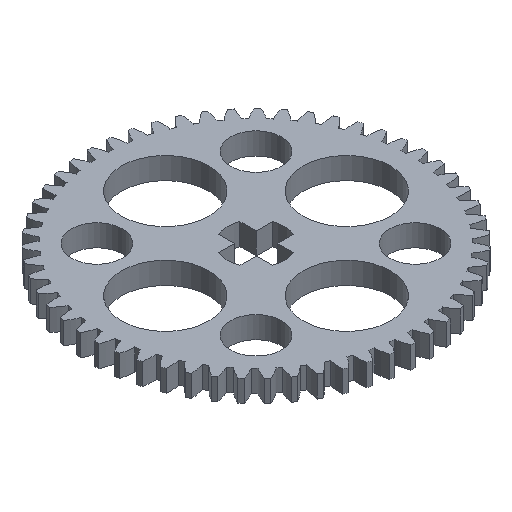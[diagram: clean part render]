
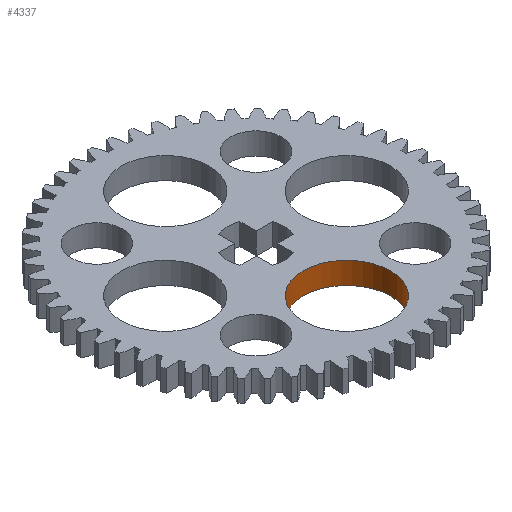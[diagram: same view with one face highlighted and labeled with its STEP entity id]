
A CAD part, isometric view. The second image highlights one B-rep face of the part: STEP entity #4337.
In plain terms, the highlighted cylindrical face has radius 6 mm (diameter 12 mm), a full revolution.
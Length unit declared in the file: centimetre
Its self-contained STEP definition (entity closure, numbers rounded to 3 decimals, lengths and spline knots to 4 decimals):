
#942=VERTEX_POINT('',#5951);
#943=VERTEX_POINT('',#5953);
#1422=CIRCLE('',#4582,0.6);
#1423=CIRCLE('',#4583,0.6);
#1666=EDGE_CURVE('',#942,#942,#1422,.T.);
#1667=EDGE_CURVE('',#943,#943,#1423,.T.);
#2378=ORIENTED_EDGE('',*,*,#1666,.F.);
#2379=ORIENTED_EDGE('',*,*,#1667,.F.);
#3802=EDGE_LOOP('',(#2378));
#3803=EDGE_LOOP('',(#2379));
#4070=FACE_BOUND('',#3802,.T.);
#4071=FACE_BOUND('',#3803,.T.);
#4337=ADVANCED_FACE('',(#4070,#4071),#10569,.F.);
#4581=AXIS2_PLACEMENT_3D('',#5949,#4960,#4961);
#4582=AXIS2_PLACEMENT_3D('',#5950,#4962,#4963);
#4583=AXIS2_PLACEMENT_3D('',#5952,#4964,#4965);
#4960=DIRECTION('',(0.,0.,1.));
#4961=DIRECTION('',(0.6,0.,0.));
#4962=DIRECTION('',(0.,0.,1.));
#4963=DIRECTION('',(0.6,0.,0.));
#4964=DIRECTION('',(0.,0.,-1.));
#4965=DIRECTION('',(0.6,0.,0.));
#5949=CARTESIAN_POINT('',(0.,-1.25,-6.1543));
#5950=CARTESIAN_POINT('',(0.,-1.25,0.));
#5951=CARTESIAN_POINT('',(-0.6,-1.25,0.));
#5952=CARTESIAN_POINT('',(0.,-1.25,0.3));
#5953=CARTESIAN_POINT('',(-0.6,-1.25,0.3));
#10569=CYLINDRICAL_SURFACE('',#4581,0.6);
